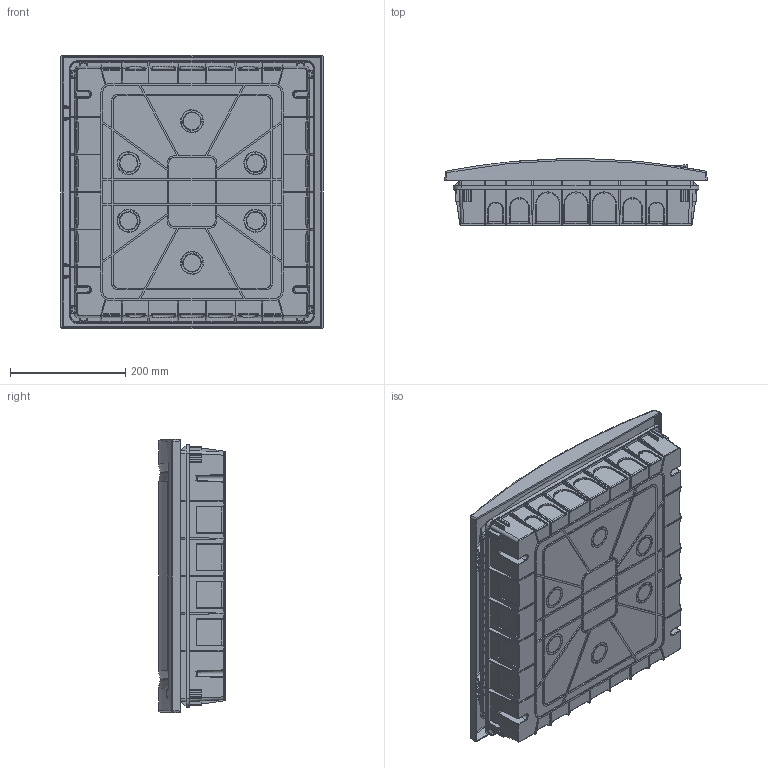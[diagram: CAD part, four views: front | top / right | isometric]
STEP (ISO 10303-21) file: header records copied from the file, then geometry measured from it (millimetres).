
FILE_DESCRIPTION (( 'STEP AP203' ), '1' );
FILE_NAME ('81536.STEP', '2016-01-13T12:49:45', ( '1' ), ( '' ), 'SwSTEP 2.0', 'SolidWorks 2012', '' );
FILE_SCHEMA (( 'CONFIG_CONTROL_DESIGN' ));
Products named in the file (16): 81536; MSBR-9-5; MSBR-8-5; MSBR-7-5; MSBR-6-5; MSBR-5-5; MSBR-4-6; MSBR-3-6; MSBR-2-6; MSBR-15-1; MSBR-14-1; MSBR-13-2; MSBR-12-2; MSBR-11-3; MSBR-10-3; MSBR-1-6
Assembly tree (15 placements, depth 2):
  81536
    MSBR-1-6
    MSBR-10-3
    MSBR-11-3
    MSBR-12-2
    MSBR-13-2
    MSBR-14-1
    MSBR-15-1
    MSBR-2-6
    MSBR-3-6
    MSBR-4-6
    MSBR-5-5
    MSBR-6-5
    MSBR-7-5
    MSBR-8-5
    MSBR-9-5
Bounding box: 455 x 115.43 x 475 mm (x, y, z)
Volume: 2164133.9 mm3; surface area: 1925565.4 mm2
Topology: 15 solids, 15 shells, 4595 faces, 13018 edges, 8453 vertices
Faces by surface type: plane 2866, cylinder 1203, bspline 321, cone 205
Entity records: 188777 total; most frequent: CARTESIAN_POINT 81047, ORIENTED_EDGE 26012, DIRECTION 15852, EDGE_CURVE 13006, VERTEX_POINT 8453, VECTOR 6174, LINE 6174, B_SPLINE_CURVE_WITH_KNOTS 6052
